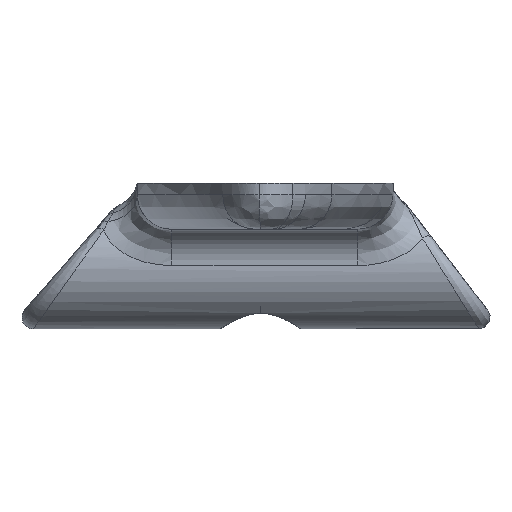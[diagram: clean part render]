
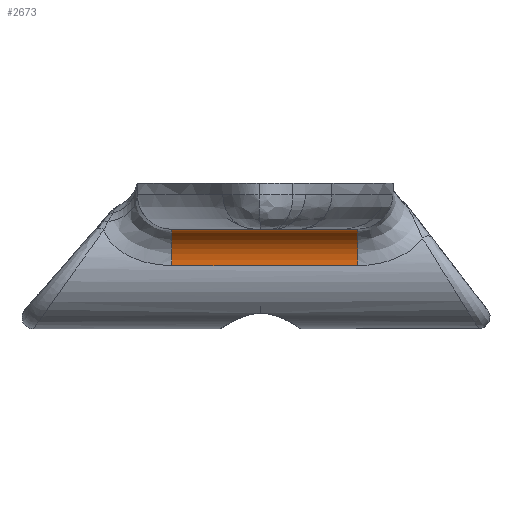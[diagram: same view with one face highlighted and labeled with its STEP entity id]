
A CAD part, left-side view. The second image highlights one B-rep face of the part: STEP entity #2673.
In plain terms, the highlighted cylindrical face has radius 3 mm (diameter 6 mm), a partial arc.
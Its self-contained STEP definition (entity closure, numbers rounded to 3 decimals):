
#16 = EDGE_CURVE ( 'NONE', #2453, #2528, #2829, .T. ) ;
#52 = CARTESIAN_POINT ( 'NONE',  ( -8.185, 13.748, -5.5 ) ) ;
#329 = CIRCLE ( 'NONE', #3398, 3. ) ;
#442 = CARTESIAN_POINT ( 'NONE',  ( -8.185, -15., -8.5 ) ) ;
#657 = ORIENTED_EDGE ( 'NONE', *, *, #3422, .T. ) ;
#682 = DIRECTION ( 'NONE',  ( 0., 1., 0. ) ) ;
#696 = DIRECTION ( 'NONE',  ( 0., 1., 0. ) ) ;
#699 = ORIENTED_EDGE ( 'NONE', *, *, #2204, .F. ) ;
#802 = CARTESIAN_POINT ( 'NONE',  ( -8.185, -4.448, -5.5 ) ) ;
#1045 = CARTESIAN_POINT ( 'NONE',  ( -5.19, -15., -8.683 ) ) ;
#1056 = AXIS2_PLACEMENT_3D ( 'NONE', #4222, #682, #2118 ) ;
#1094 = EDGE_LOOP ( 'NONE', ( #657, #3891, #1577, #699 ) ) ;
#1139 = CYLINDRICAL_SURFACE ( 'NONE', #3472, 3. ) ;
#1140 = VECTOR ( 'NONE', #4367, 1000. ) ;
#1438 = VECTOR ( 'NONE', #696, 1000. ) ;
#1577 = ORIENTED_EDGE ( 'NONE', *, *, #4475, .F. ) ;
#1654 = CIRCLE ( 'NONE', #1056, 3. ) ;
#1774 = CARTESIAN_POINT ( 'NONE',  ( -8.185, -2.442, -5.5 ) ) ;
#1862 = VERTEX_POINT ( 'NONE', #1774 ) ;
#1979 = CARTESIAN_POINT ( 'NONE',  ( -5.19, -2.442, -8.683 ) ) ;
#2097 = CARTESIAN_POINT ( 'NONE',  ( -5.19, 13.748, -8.683 ) ) ;
#2118 = DIRECTION ( 'NONE',  ( -1., 0., 0. ) ) ;
#2204 = EDGE_CURVE ( 'NONE', #3804, #1862, #2936, .T. ) ;
#2401 = DIRECTION ( 'NONE',  ( 0., 0., 1. ) ) ;
#2453 = VERTEX_POINT ( 'NONE', #1979 ) ;
#2528 = VERTEX_POINT ( 'NONE', #2097 ) ;
#2673 = ADVANCED_FACE ( 'NONE', ( #2971 ), #1139, .F. ) ;
#2829 = LINE ( 'NONE', #1045, #1438 ) ;
#2881 = DIRECTION ( 'NONE',  ( 0., 0., 1. ) ) ;
#2936 = LINE ( 'NONE', #802, #1140 ) ;
#2971 = FACE_OUTER_BOUND ( 'NONE', #1094, .T. ) ;
#3077 = CARTESIAN_POINT ( 'NONE',  ( -8.185, 13.748, -8.5 ) ) ;
#3398 = AXIS2_PLACEMENT_3D ( 'NONE', #3077, #3460, #2401 ) ;
#3422 = EDGE_CURVE ( 'NONE', #3804, #2528, #329, .T. ) ;
#3460 = DIRECTION ( 'NONE',  ( 0., 1., 0. ) ) ;
#3472 = AXIS2_PLACEMENT_3D ( 'NONE', #442, #4400, #2881 ) ;
#3804 = VERTEX_POINT ( 'NONE', #52 ) ;
#3891 = ORIENTED_EDGE ( 'NONE', *, *, #16, .F. ) ;
#4222 = CARTESIAN_POINT ( 'NONE',  ( -8.185, -2.442, -8.5 ) ) ;
#4367 = DIRECTION ( 'NONE',  ( 0., -1., 0. ) ) ;
#4400 = DIRECTION ( 'NONE',  ( 0., 1., 0. ) ) ;
#4475 = EDGE_CURVE ( 'NONE', #1862, #2453, #1654, .T. ) ;
